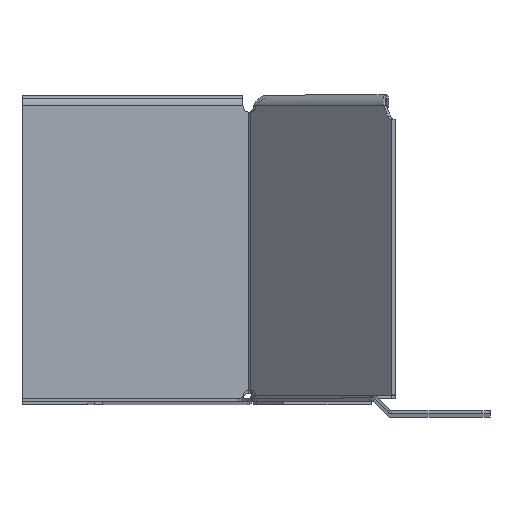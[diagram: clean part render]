
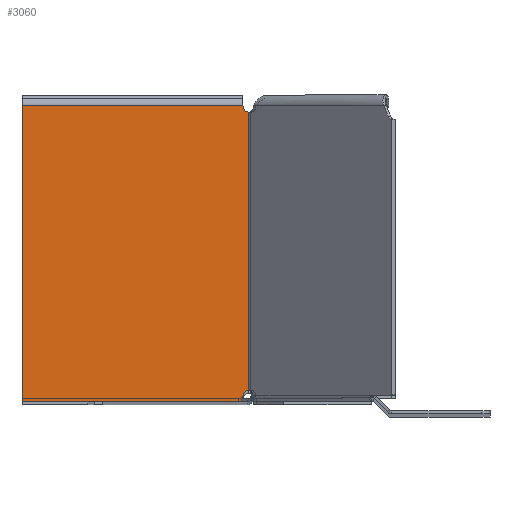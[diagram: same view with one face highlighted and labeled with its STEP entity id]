
A CAD part, top view. The second image highlights one B-rep face of the part: STEP entity #3060.
In plain terms, the highlighted face is planar.
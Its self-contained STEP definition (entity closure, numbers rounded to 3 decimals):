
#65 = CARTESIAN_POINT ( 'NONE',  ( -206.54, 0., -6.75 ) ) ;
#117 = LINE ( 'NONE', #2723, #1697 ) ;
#164 = CARTESIAN_POINT ( 'NONE',  ( -78.98, 101.031, -6.75 ) ) ;
#284 = DIRECTION ( 'NONE',  ( 0., 0., 1. ) ) ;
#368 = EDGE_CURVE ( 'NONE', #3332, #4055, #4397, .T. ) ;
#410 = DIRECTION ( 'NONE',  ( 0., -1., 0. ) ) ;
#416 = DIRECTION ( 'NONE',  ( 0., 0., -1. ) ) ;
#509 = CARTESIAN_POINT ( 'NONE',  ( -78.98, 3.969, -6.75 ) ) ;
#535 = EDGE_CURVE ( 'NONE', #1970, #4446, #117, .T. ) ;
#596 = CARTESIAN_POINT ( 'NONE',  ( 0., 0., -6.75 ) ) ;
#663 = DIRECTION ( 'NONE',  ( 0., 1., 0. ) ) ;
#716 = EDGE_CURVE ( 'NONE', #2289, #3077, #3717, .T. ) ;
#726 = FACE_OUTER_BOUND ( 'NONE', #3996, .T. ) ;
#797 = EDGE_CURVE ( 'NONE', #2289, #3846, #3935, .T. ) ;
#853 = VECTOR ( 'NONE', #2921, 1000. ) ;
#1061 = ORIENTED_EDGE ( 'NONE', *, *, #2340, .T. ) ;
#1111 = CARTESIAN_POINT ( 'NONE',  ( 0., 103.25, -6.75 ) ) ;
#1157 = CARTESIAN_POINT ( 'NONE',  ( -76.442, 0.304, -6.75 ) ) ;
#1172 = EDGE_CURVE ( 'NONE', #4665, #2678, #4722, .T. ) ;
#1313 = CARTESIAN_POINT ( 'NONE',  ( -79.118, 4., -6.75 ) ) ;
#1575 = CARTESIAN_POINT ( 'NONE',  ( -79.118, 101., -6.75 ) ) ;
#1604 = CARTESIAN_POINT ( 'NONE',  ( -206.54, 0., -6.75 ) ) ;
#1653 = CARTESIAN_POINT ( 'NONE',  ( -76.949, 1.47, -6.75 ) ) ;
#1697 = VECTOR ( 'NONE', #1794, 1000. ) ;
#1736 = ORIENTED_EDGE ( 'NONE', *, *, #797, .F. ) ;
#1770 = CARTESIAN_POINT ( 'NONE',  ( -79.187, 4., -6.75 ) ) ;
#1794 = DIRECTION ( 'NONE',  ( 0., -1., 0. ) ) ;
#1883 = B_SPLINE_CURVE_WITH_KNOTS ( 'NONE', 3,
 ( #164, #4640, #1575, #4206 ),
 .UNSPECIFIED., .F., .F.,
 ( 4, 4 ),
 ( 0.002, 0.002 ),
 .UNSPECIFIED. ) ;
#1970 = VERTEX_POINT ( 'NONE', #4091 ) ;
#2289 = VERTEX_POINT ( 'NONE', #2590 ) ;
#2340 = EDGE_CURVE ( 'NONE', #2778, #2678, #5482, .T. ) ;
#2411 = DIRECTION ( 'NONE',  ( 0., 0., -1. ) ) ;
#2505 = PLANE ( 'NONE',  #2746 ) ;
#2517 = ORIENTED_EDGE ( 'NONE', *, *, #2610, .F. ) ;
#2590 = CARTESIAN_POINT ( 'NONE',  ( -77.1, 103.25, -6.75 ) ) ;
#2600 = ORIENTED_EDGE ( 'NONE', *, *, #4278, .F. ) ;
#2610 = EDGE_CURVE ( 'NONE', #1970, #3077, #4627, .T. ) ;
#2678 = VERTEX_POINT ( 'NONE', #1770 ) ;
#2723 = CARTESIAN_POINT ( 'NONE',  ( 0., 1.75, -6.75 ) ) ;
#2746 = AXIS2_PLACEMENT_3D ( 'NONE', #1604, #284, #4746 ) ;
#2757 = EDGE_CURVE ( 'NONE', #4446, #4055, #5349, .T. ) ;
#2778 = VERTEX_POINT ( 'NONE', #509 ) ;
#2868 = CARTESIAN_POINT ( 'NONE',  ( -206.54, 103.25, -6.75 ) ) ;
#2880 = CARTESIAN_POINT ( 'NONE',  ( -77.1, 1.75, -6.75 ) ) ;
#2921 = DIRECTION ( 'NONE',  ( 1., 0., 0. ) ) ;
#2961 = CARTESIAN_POINT ( 'NONE',  ( -79.35, 1.75, -6.75 ) ) ;
#2996 = CARTESIAN_POINT ( 'NONE',  ( -79.049, 3.985, -6.75 ) ) ;
#3060 = ADVANCED_FACE ( 'NONE', ( #726 ), #2505, .F. ) ;
#3077 = VERTEX_POINT ( 'NONE', #1111 ) ;
#3301 = DIRECTION ( 'NONE',  ( 0., 1., 0. ) ) ;
#3332 = VERTEX_POINT ( 'NONE', #2880 ) ;
#3422 = VECTOR ( 'NONE', #663, 1000. ) ;
#3499 = CARTESIAN_POINT ( 'NONE',  ( -79.187, 0., -6.75 ) ) ;
#3528 = ORIENTED_EDGE ( 'NONE', *, *, #2757, .T. ) ;
#3690 = DIRECTION ( 'NONE',  ( -1., 0., 0. ) ) ;
#3717 = LINE ( 'NONE', #2868, #853 ) ;
#3729 = ORIENTED_EDGE ( 'NONE', *, *, #4569, .F. ) ;
#3812 = CARTESIAN_POINT ( 'NONE',  ( -76.8, 1.189, -6.75 ) ) ;
#3846 = VERTEX_POINT ( 'NONE', #4698 ) ;
#3935 = CIRCLE ( 'NONE', #4767, 2.25 ) ;
#3978 = DIRECTION ( 'NONE',  ( 0., 1., 0. ) ) ;
#3996 = EDGE_LOOP ( 'NONE', ( #3729, #1061, #4702, #2600, #1736, #4882, #2517, #4112, #3528, #5213 ) ) ;
#4055 = VERTEX_POINT ( 'NONE', #5421 ) ;
#4091 = CARTESIAN_POINT ( 'NONE',  ( 0., 1.75, -6.75 ) ) ;
#4112 = ORIENTED_EDGE ( 'NONE', *, *, #535, .T. ) ;
#4129 = CIRCLE ( 'NONE', #5423, 2.25 ) ;
#4206 = CARTESIAN_POINT ( 'NONE',  ( -79.187, 101., -6.75 ) ) ;
#4278 = EDGE_CURVE ( 'NONE', #3846, #4665, #1883, .T. ) ;
#4397 = B_SPLINE_CURVE_WITH_KNOTS ( 'NONE', 3,
 ( #5144, #1653, #3812, #5522, #1157, #4709 ),
 .UNSPECIFIED., .F., .F.,
 ( 4, 2, 4 ),
 ( 0.001, 0.002, 0.003 ),
 .UNSPECIFIED. ) ;
#4407 = VECTOR ( 'NONE', #3690, 1000. ) ;
#4446 = VERTEX_POINT ( 'NONE', #596 ) ;
#4569 = EDGE_CURVE ( 'NONE', #2778, #3332, #4129, .T. ) ;
#4627 = LINE ( 'NONE', #4658, #3422 ) ;
#4640 = CARTESIAN_POINT ( 'NONE',  ( -79.049, 101.015, -6.75 ) ) ;
#4658 = CARTESIAN_POINT ( 'NONE',  ( 0., 0., -6.75 ) ) ;
#4665 = VERTEX_POINT ( 'NONE', #5260 ) ;
#4698 = CARTESIAN_POINT ( 'NONE',  ( -78.98, 101.031, -6.75 ) ) ;
#4702 = ORIENTED_EDGE ( 'NONE', *, *, #1172, .F. ) ;
#4709 = CARTESIAN_POINT ( 'NONE',  ( -76.361, 0., -6.75 ) ) ;
#4722 = LINE ( 'NONE', #3499, #4724 ) ;
#4724 = VECTOR ( 'NONE', #410, 1000. ) ;
#4746 = DIRECTION ( 'NONE',  ( -1., 0., 0. ) ) ;
#4767 = AXIS2_PLACEMENT_3D ( 'NONE', #4813, #416, #3978 ) ;
#4813 = CARTESIAN_POINT ( 'NONE',  ( -79.35, 103.25, -6.75 ) ) ;
#4882 = ORIENTED_EDGE ( 'NONE', *, *, #716, .T. ) ;
#5144 = CARTESIAN_POINT ( 'NONE',  ( -77.1, 1.75, -6.75 ) ) ;
#5213 = ORIENTED_EDGE ( 'NONE', *, *, #368, .F. ) ;
#5260 = CARTESIAN_POINT ( 'NONE',  ( -79.187, 101., -6.75 ) ) ;
#5301 = CARTESIAN_POINT ( 'NONE',  ( -78.98, 3.969, -6.75 ) ) ;
#5349 = LINE ( 'NONE', #65, #4407 ) ;
#5421 = CARTESIAN_POINT ( 'NONE',  ( -76.361, 0., -6.75 ) ) ;
#5423 = AXIS2_PLACEMENT_3D ( 'NONE', #2961, #2411, #3301 ) ;
#5482 = B_SPLINE_CURVE_WITH_KNOTS ( 'NONE', 3,
 ( #5301, #2996, #1313, #5678 ),
 .UNSPECIFIED., .F., .F.,
 ( 4, 4 ),
 ( 0.002, 0.002 ),
 .UNSPECIFIED. ) ;
#5522 = CARTESIAN_POINT ( 'NONE',  ( -76.547, 0.606, -6.75 ) ) ;
#5678 = CARTESIAN_POINT ( 'NONE',  ( -79.187, 4., -6.75 ) ) ;
